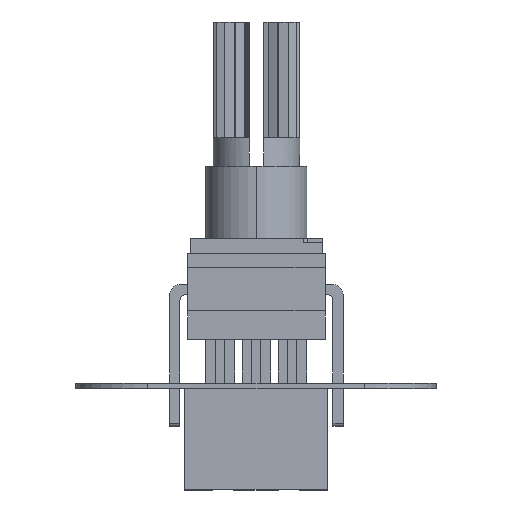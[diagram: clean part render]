
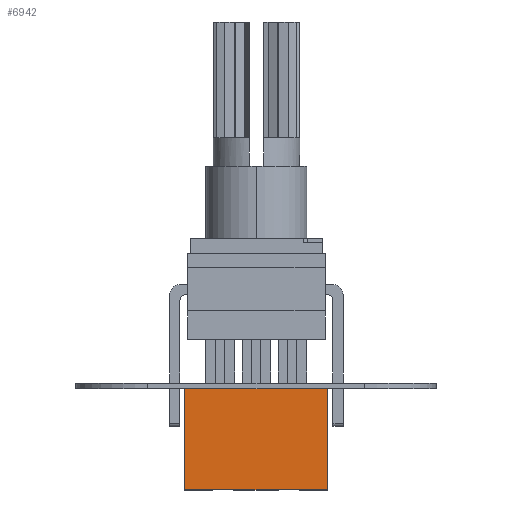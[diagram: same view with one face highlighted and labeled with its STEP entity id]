
A CAD part, left-side view. The second image highlights one B-rep face of the part: STEP entity #6942.
In plain terms, the highlighted face is planar.
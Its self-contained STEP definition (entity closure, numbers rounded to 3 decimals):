
#6773 = VERTEX_POINT('',#6774);
#6774 = CARTESIAN_POINT('',(-4.95,0.,-2.875));
#6780 = EDGE_CURVE('',#6781,#6773,#6783,.T.);
#6781 = VERTEX_POINT('',#6782);
#6782 = CARTESIAN_POINT('',(4.95,0.,-2.875));
#6783 = LINE('',#6784,#6785);
#6784 = CARTESIAN_POINT('',(4.95,0.,-2.875));
#6785 = VECTOR('',#6786,1.);
#6786 = DIRECTION('',(-1.,0.,0.));
#6942 = ADVANCED_FACE('',(#6943),#6968,.F.);
#6943 = FACE_BOUND('',#6944,.T.);
#6944 = EDGE_LOOP('',(#6945,#6953,#6961,#6967));
#6945 = ORIENTED_EDGE('',*,*,#6946,.T.);
#6946 = EDGE_CURVE('',#6773,#6947,#6949,.T.);
#6947 = VERTEX_POINT('',#6948);
#6948 = CARTESIAN_POINT('',(-4.95,7.,-2.875));
#6949 = LINE('',#6950,#6951);
#6950 = CARTESIAN_POINT('',(-4.95,0.,-2.875));
#6951 = VECTOR('',#6952,1.);
#6952 = DIRECTION('',(0.,1.,0.));
#6953 = ORIENTED_EDGE('',*,*,#6954,.F.);
#6954 = EDGE_CURVE('',#6955,#6947,#6957,.T.);
#6955 = VERTEX_POINT('',#6956);
#6956 = CARTESIAN_POINT('',(4.95,7.,-2.875));
#6957 = LINE('',#6958,#6959);
#6958 = CARTESIAN_POINT('',(4.95,7.,-2.875));
#6959 = VECTOR('',#6960,1.);
#6960 = DIRECTION('',(-1.,0.,0.));
#6961 = ORIENTED_EDGE('',*,*,#6962,.F.);
#6962 = EDGE_CURVE('',#6781,#6955,#6963,.T.);
#6963 = LINE('',#6964,#6965);
#6964 = CARTESIAN_POINT('',(4.95,0.,-2.875));
#6965 = VECTOR('',#6966,1.);
#6966 = DIRECTION('',(0.,1.,0.));
#6967 = ORIENTED_EDGE('',*,*,#6780,.T.);
#6968 = PLANE('',#6969);
#6969 = AXIS2_PLACEMENT_3D('',#6970,#6971,#6972);
#6970 = CARTESIAN_POINT('',(4.95,0.,-2.875));
#6971 = DIRECTION('',(0.,0.,1.));
#6972 = DIRECTION('',(1.,0.,0.));
